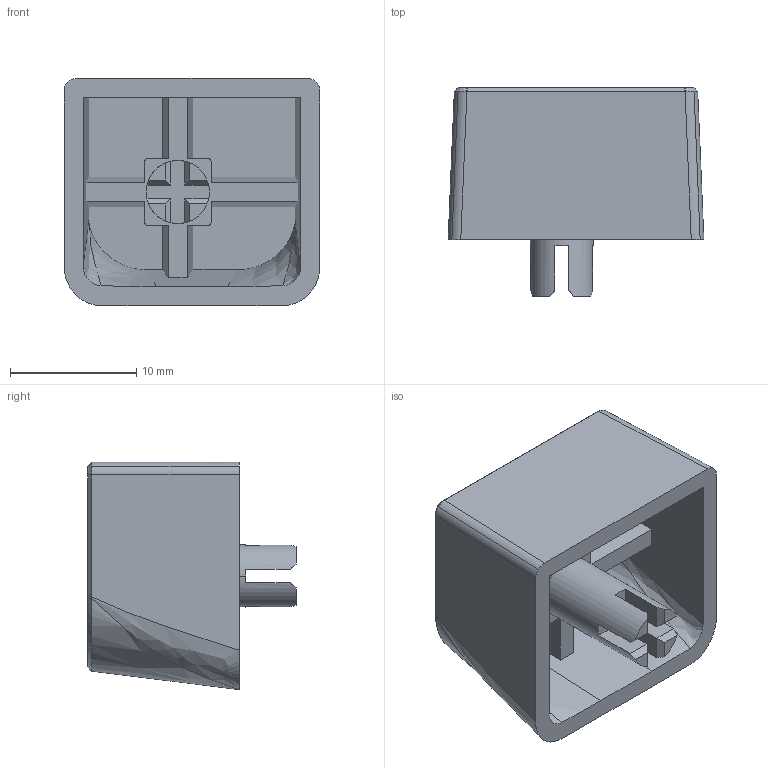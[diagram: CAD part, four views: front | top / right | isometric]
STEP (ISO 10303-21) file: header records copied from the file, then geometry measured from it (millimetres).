
FILE_DESCRIPTION(('STEP AP203'),'1');
FILE_NAME('large_round_stem.stp','2017-07-11T21:01:38',(' '),(' '),'Spatial InterOp 3D',' ',' ');
FILE_SCHEMA(('CONFIG_CONTROL_DESIGN'));
Length unit declared in the file: millimetre
Products named in the file (1): 1
Bounding box: 20.25 x 16.5 x 18 mm (x, y, z)
Volume: 1963.7 mm3; surface area: 2471.3 mm2
Topology: 1 solids, 1 shells, 90 faces, 248 edges, 158 vertices
Faces by surface type: plane 56, bspline 19, cylinder 15
Entity records: 3399 total; most frequent: CARTESIAN_POINT 1128, ORIENTED_EDGE 488, DIRECTION 428, EDGE_CURVE 244, LINE 166, VECTOR 166, VERTEX_POINT 158, AXIS2_PLACEMENT_3D 131
